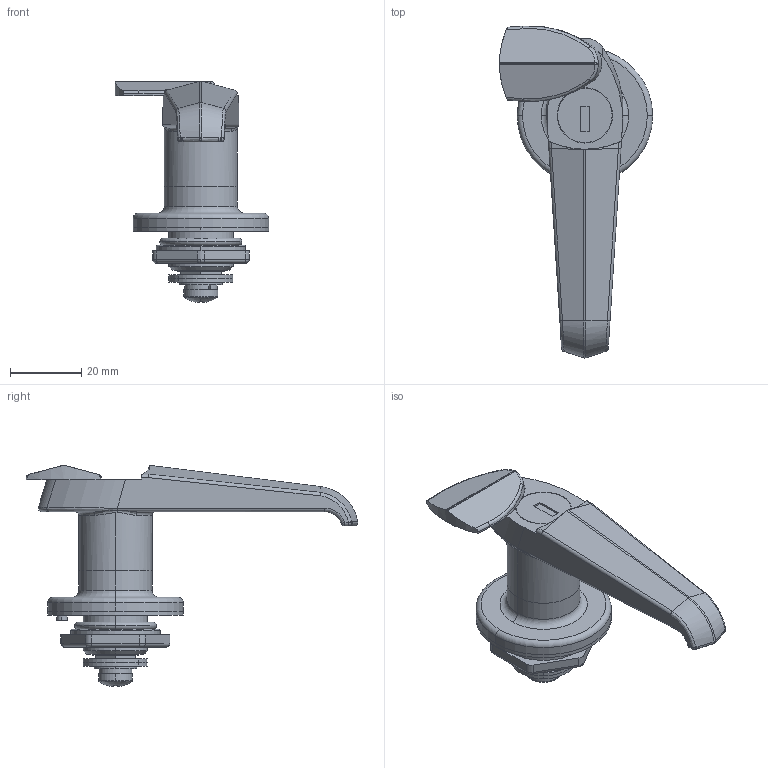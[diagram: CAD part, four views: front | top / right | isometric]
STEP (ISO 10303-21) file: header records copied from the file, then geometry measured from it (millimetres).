
FILE_DESCRIPTION (( 'STEP AP203' ), '1' );
FILE_NAME ('sone3D.STEP', '2016-03-02T05:26:49', ( '' ), ( '' ), 'SwSTEP 2.0', 'SolidWorks 2012', '' );
FILE_SCHEMA (( 'CONFIG_CONTROL_DESIGN' ));
Length unit declared in the file: millimetre
Products named in the file (12): sone3D; 廫帤寠晅側傋偹偠M5_M5 x 10; A-1140-4儕儞僌儚僢僔儍乕_; ダミーローター__#T0230-3; 暯儚僢僔儍乕M5暲娵_M5-冇12亊冇5.3亊t0.8; スプリングワッシャーM5_JIS B 1251 No.2 5; 仩8僗儁乕僒乕_冇18亊仩8亊t1; A-1140-4パッキン_; A-1140-4ナット_; A-1140-4キャップ_; A-1140-4本体_; A-1140-4受座_
Assembly tree (12 placements, depth 2):
  sone3D
    A-1140-4受座_
    A-1140-4本体_
    A-1140-4キャップ_
    A-1140-4ナット_
    A-1140-4パッキン_
    仩8僗儁乕僒乕_冇18亊仩8亊t1  x2
    スプリングワッシャーM5_JIS B 1251 No.2 5
    暯儚僢僔儍乕M5暲娵_M5-冇12亊冇5.3亊t0.8
    ダミーローター__#T0230-3
    A-1140-4儕儞僌儚僢僔儍乕_
    廫帤寠晅側傋偹偠M5_M5 x 10
Bounding box: 43 x 93.08 x 62.07 mm (x, y, z)
Volume: 26726.8 mm3; surface area: 21062.8 mm2
Topology: 12 solids, 12 shells, 306 faces, 695 edges, 422 vertices
Faces by surface type: cylinder 99, plane 97, bspline 57, torus 23, sphere 17, cone 13
Entity records: 11843 total; most frequent: CARTESIAN_POINT 4150, DIRECTION 1344, ORIENTED_EDGE 1338, EDGE_CURVE 669, AXIS2_PLACEMENT_3D 554, VERTEX_POINT 408, EDGE_LOOP 329, ADVANCED_FACE 298
